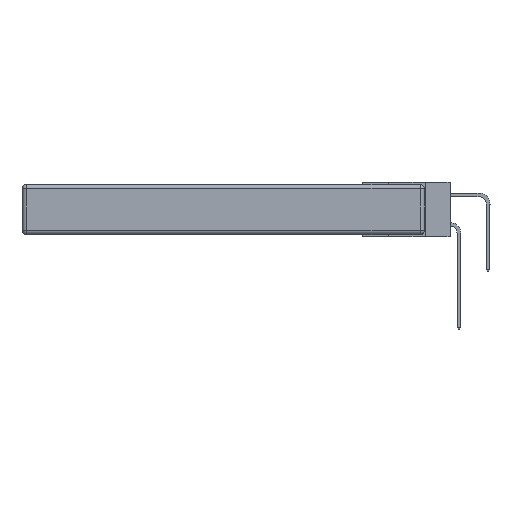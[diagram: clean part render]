
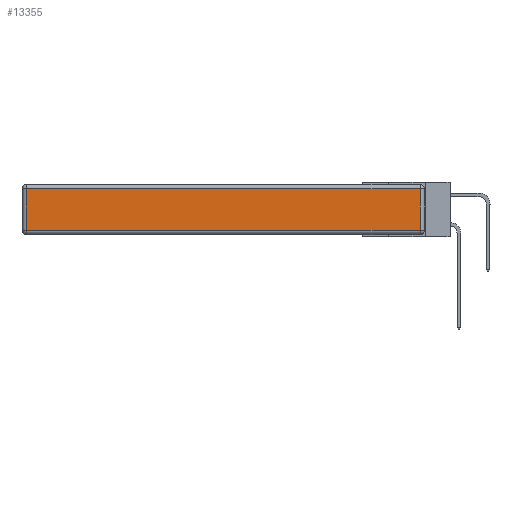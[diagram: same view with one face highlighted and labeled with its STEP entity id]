
A CAD part, left-side view. The second image highlights one B-rep face of the part: STEP entity #13355.
In plain terms, the highlighted planar face has unit normal (-1, 0, 0).
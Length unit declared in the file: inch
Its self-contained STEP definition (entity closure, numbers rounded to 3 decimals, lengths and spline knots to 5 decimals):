
#65 = CARTESIAN_POINT ( 'NONE',  ( 0., 2.72, -0.03 ) ) ;
#190 = CARTESIAN_POINT ( 'NONE',  ( 0., 0.03, -0.313 ) ) ;
#770 = VERTEX_POINT ( 'NONE', #65 ) ;
#868 = VECTOR ( 'NONE', #11671, 39.37008 ) ;
#2033 = CARTESIAN_POINT ( 'NONE',  ( 0., 0.03, -0.343 ) ) ;
#2600 = VECTOR ( 'NONE', #18215, 39.37008 ) ;
#2852 = CARTESIAN_POINT ( 'NONE',  ( 0., 2.72, -0.343 ) ) ;
#3589 = CARTESIAN_POINT ( 'NONE',  ( 0., 0., -0.313 ) ) ;
#3708 = ORIENTED_EDGE ( 'NONE', *, *, #17244, .T. ) ;
#4182 = EDGE_CURVE ( 'NONE', #16939, #20227, #18295, .T. ) ;
#4392 = ORIENTED_EDGE ( 'NONE', *, *, #11169, .T. ) ;
#5153 = ORIENTED_EDGE ( 'NONE', *, *, #19791, .T. ) ;
#6071 = LINE ( 'NONE', #2852, #15977 ) ;
#7340 = VECTOR ( 'NONE', #9826, 39.37008 ) ;
#7512 = VERTEX_POINT ( 'NONE', #11573 ) ;
#7550 = AXIS2_PLACEMENT_3D ( 'NONE', #15652, #9540, #20420 ) ;
#7750 = PLANE ( 'NONE',  #7550 ) ;
#8590 = CARTESIAN_POINT ( 'NONE',  ( 0., 2.75, -0.03 ) ) ;
#8724 = LINE ( 'NONE', #2033, #868 ) ;
#9540 = DIRECTION ( 'NONE',  ( -1., 0., 0. ) ) ;
#9826 = DIRECTION ( 'NONE',  ( 0., -1., 0. ) ) ;
#11169 = EDGE_CURVE ( 'NONE', #20227, #7512, #8724, .T. ) ;
#11573 = CARTESIAN_POINT ( 'NONE',  ( 0., 0.03, -0.03 ) ) ;
#11671 = DIRECTION ( 'NONE',  ( 0., 0., 1. ) ) ;
#13355 = ADVANCED_FACE ( 'NONE', ( #13860 ), #7750, .T. ) ;
#13696 = EDGE_LOOP ( 'NONE', ( #17480, #4392, #3708, #5153 ) ) ;
#13860 = FACE_OUTER_BOUND ( 'NONE', #13696, .T. ) ;
#13871 = DIRECTION ( 'NONE',  ( 0., 0., -1. ) ) ;
#15652 = CARTESIAN_POINT ( 'NONE',  ( 0., 0., -0.343 ) ) ;
#15977 = VECTOR ( 'NONE', #13871, 39.37008 ) ;
#16939 = VERTEX_POINT ( 'NONE', #20410 ) ;
#17244 = EDGE_CURVE ( 'NONE', #7512, #770, #20408, .T. ) ;
#17480 = ORIENTED_EDGE ( 'NONE', *, *, #4182, .T. ) ;
#18215 = DIRECTION ( 'NONE',  ( 0., 1., 0. ) ) ;
#18295 = LINE ( 'NONE', #3589, #7340 ) ;
#19791 = EDGE_CURVE ( 'NONE', #770, #16939, #6071, .T. ) ;
#20227 = VERTEX_POINT ( 'NONE', #190 ) ;
#20408 = LINE ( 'NONE', #8590, #2600 ) ;
#20410 = CARTESIAN_POINT ( 'NONE',  ( 0., 2.72, -0.313 ) ) ;
#20420 = DIRECTION ( 'NONE',  ( 0., 0., 1. ) ) ;
